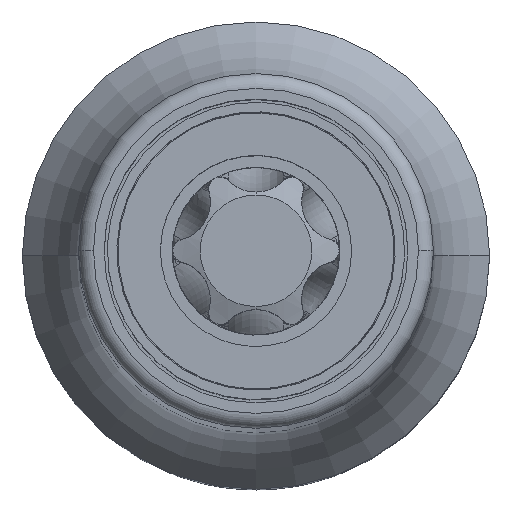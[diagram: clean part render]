
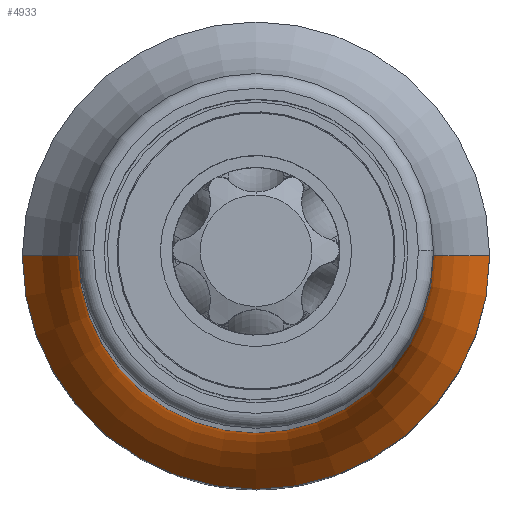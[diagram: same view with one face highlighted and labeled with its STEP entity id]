
A CAD part, top view. The second image highlights one B-rep face of the part: STEP entity #4933.
In plain terms, the highlighted toroidal (fillet/blend) face has major radius 18.35 mm and minor radius 10 mm.
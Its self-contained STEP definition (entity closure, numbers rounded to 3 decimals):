
#4313=CARTESIAN_POINT('',(0.,0.,18.7));
#4314=DIRECTION('',(0.,0.,1.));
#4315=DIRECTION('',(-1.,0.,0.));
#4316=AXIS2_PLACEMENT_3D('',#4313,#4314,#4315);
#4400=CARTESIAN_POINT('',(18.35,0.,
25.481));
#4401=DIRECTION('',(0.,1.,0.));
#4402=DIRECTION('',(-0.735,0.,-0.678));
#4403=AXIS2_PLACEMENT_3D('',#4400,#4401,#4402);
#4408=CARTESIAN_POINT('',(-18.35,0.,
25.481));
#4409=DIRECTION('',(0.,-1.,0.));
#4410=DIRECTION('',(0.735,0.,-0.678));
#4411=AXIS2_PLACEMENT_3D('',#4408,#4409,#4410);
#4424=CARTESIAN_POINT('',(0.,0.,25.481));
#4425=DIRECTION('',(0.,0.,1.));
#4426=DIRECTION('',(-1.,0.,0.));
#4427=AXIS2_PLACEMENT_3D('',#4424,#4425,#4426);
#4630=CARTESIAN_POINT('',(-11.,0.,18.7));
#4631=CARTESIAN_POINT('',(11.,0.,18.7));
#4632=VERTEX_POINT('',#4630);
#4633=VERTEX_POINT('',#4631);
#4634=CARTESIAN_POINT('',(-8.35,0.,25.481));
#4635=CARTESIAN_POINT('',(8.35,0.,25.481));
#4636=VERTEX_POINT('',#4634);
#4637=VERTEX_POINT('',#4635);
#4921=CARTESIAN_POINT('',(0.,0.,25.481));
#4922=DIRECTION('',(0.,0.,1.));
#4923=DIRECTION('',(-1.,0.,0.));
#4924=AXIS2_PLACEMENT_3D('',#4921,#4922,#4923);
#4925=TOROIDAL_SURFACE('',#4924,18.35,10.);
#4926=ORIENTED_EDGE('',*,*,#4855,.F.);
#4927=ORIENTED_EDGE('',*,*,#4916,.T.);
#4929=ORIENTED_EDGE('',*,*,#4928,.T.);
#4930=ORIENTED_EDGE('',*,*,#4912,.F.);
#4931=EDGE_LOOP('',(#4926,#4927,#4929,#4930));
#4932=FACE_OUTER_BOUND('',#4931,.F.);
#4933=ADVANCED_FACE('',(#4932),#4925,.F.);
#4317=CIRCLE('',#4316,11.);
#4404=CIRCLE('',#4403,10.);
#4412=CIRCLE('',#4411,10.);
#4428=CIRCLE('',#4427,8.35);
#4855=EDGE_CURVE('',#4632,#4633,#4317,.T.);
#4912=EDGE_CURVE('',#4633,#4637,#4404,.T.);
#4916=EDGE_CURVE('',#4632,#4636,#4412,.T.);
#4928=EDGE_CURVE('',#4636,#4637,#4428,.T.);
